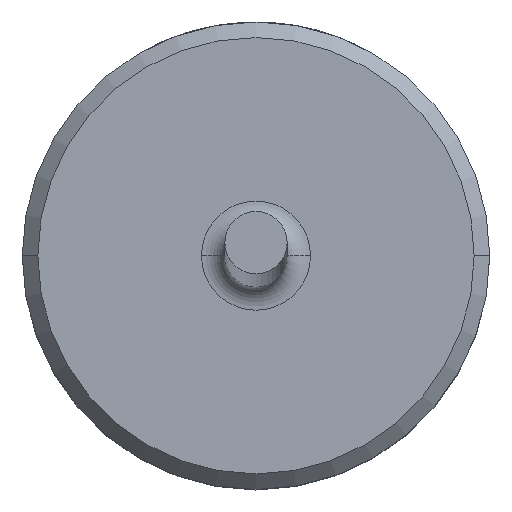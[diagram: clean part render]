
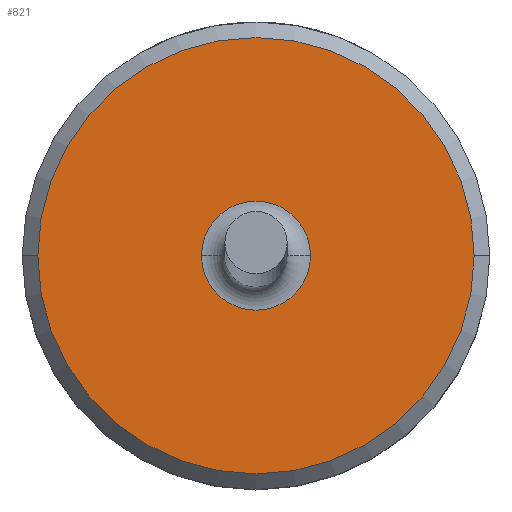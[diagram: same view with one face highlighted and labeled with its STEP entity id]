
A CAD part, top view. The second image highlights one B-rep face of the part: STEP entity #821.
In plain terms, the highlighted planar face has unit normal (0, 0, 1).
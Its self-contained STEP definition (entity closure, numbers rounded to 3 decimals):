
#73 = CARTESIAN_POINT ( 'NONE',  ( 2.8, 0., 4. ) ) ;
#74 = CARTESIAN_POINT ( 'NONE',  ( 0., 0., 4. ) ) ;
#89 = ORIENTED_EDGE ( 'NONE', *, *, #844, .T. ) ;
#101 = DIRECTION ( 'NONE',  ( 1., 0., 0. ) ) ;
#135 = EDGE_LOOP ( 'NONE', ( #89, #389 ) ) ;
#173 = DIRECTION ( 'NONE',  ( 1., 0., 0. ) ) ;
#212 = EDGE_CURVE ( 'NONE', #557, #781, #453, .T. ) ;
#233 = DIRECTION ( 'NONE',  ( -1., 0., 0. ) ) ;
#237 = ORIENTED_EDGE ( 'NONE', *, *, #212, .T. ) ;
#292 = EDGE_CURVE ( 'NONE', #781, #557, #1055, .T. ) ;
#381 = CARTESIAN_POINT ( 'NONE',  ( 0., 0., 4. ) ) ;
#389 = ORIENTED_EDGE ( 'NONE', *, *, #575, .T. ) ;
#390 = CIRCLE ( 'NONE', #807, 2.8 ) ;
#409 = VERTEX_POINT ( 'NONE', #73 ) ;
#453 = CIRCLE ( 'NONE', #766, 0.7 ) ;
#457 = AXIS2_PLACEMENT_3D ( 'NONE', #1158, #660, #101 ) ;
#473 = DIRECTION ( 'NONE',  ( 1., 0., 0. ) ) ;
#516 = DIRECTION ( 'NONE',  ( 0., 0., -1. ) ) ;
#557 = VERTEX_POINT ( 'NONE', #1063 ) ;
#575 = EDGE_CURVE ( 'NONE', #409, #828, #390, .T. ) ;
#608 = FACE_OUTER_BOUND ( 'NONE', #135, .T. ) ;
#644 = AXIS2_PLACEMENT_3D ( 'NONE', #74, #716, #173 ) ;
#660 = DIRECTION ( 'NONE',  ( 0., 0., 1. ) ) ;
#716 = DIRECTION ( 'NONE',  ( 0., 0., 1. ) ) ;
#739 = CARTESIAN_POINT ( 'NONE',  ( -2.8, 0., 4. ) ) ;
#764 = CARTESIAN_POINT ( 'NONE',  ( 0., 0., 4. ) ) ;
#766 = AXIS2_PLACEMENT_3D ( 'NONE', #1039, #952, #871 ) ;
#781 = VERTEX_POINT ( 'NONE', #972 ) ;
#807 = AXIS2_PLACEMENT_3D ( 'NONE', #381, #977, #473 ) ;
#821 = ADVANCED_FACE ( 'NONE', ( #608, #1053 ), #898, .T. ) ;
#828 = VERTEX_POINT ( 'NONE', #739 ) ;
#844 = EDGE_CURVE ( 'NONE', #828, #409, #1021, .T. ) ;
#871 = DIRECTION ( 'NONE',  ( -1., 0., 0. ) ) ;
#898 = PLANE ( 'NONE',  #457 ) ;
#952 = DIRECTION ( 'NONE',  ( 0., 0., -1. ) ) ;
#959 = EDGE_LOOP ( 'NONE', ( #1147, #237 ) ) ;
#972 = CARTESIAN_POINT ( 'NONE',  ( -0.7, 0., 4. ) ) ;
#977 = DIRECTION ( 'NONE',  ( 0., 0., 1. ) ) ;
#1005 = AXIS2_PLACEMENT_3D ( 'NONE', #764, #516, #233 ) ;
#1021 = CIRCLE ( 'NONE', #644, 2.8 ) ;
#1039 = CARTESIAN_POINT ( 'NONE',  ( 0., 0., 4. ) ) ;
#1053 = FACE_BOUND ( 'NONE', #959, .T. ) ;
#1055 = CIRCLE ( 'NONE', #1005, 0.7 ) ;
#1063 = CARTESIAN_POINT ( 'NONE',  ( 0.7, 0., 4. ) ) ;
#1147 = ORIENTED_EDGE ( 'NONE', *, *, #292, .T. ) ;
#1158 = CARTESIAN_POINT ( 'NONE',  ( 0., 0., 4. ) ) ;
